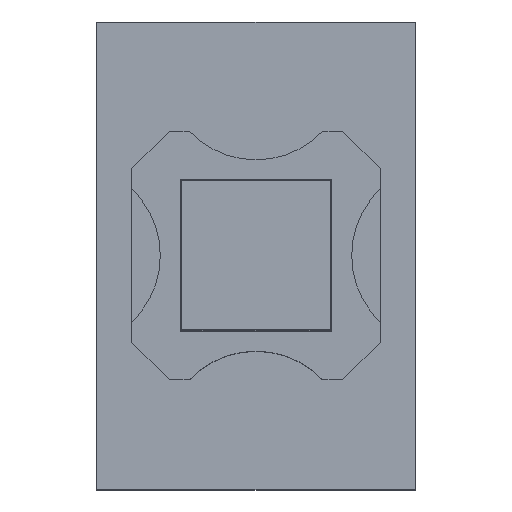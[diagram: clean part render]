
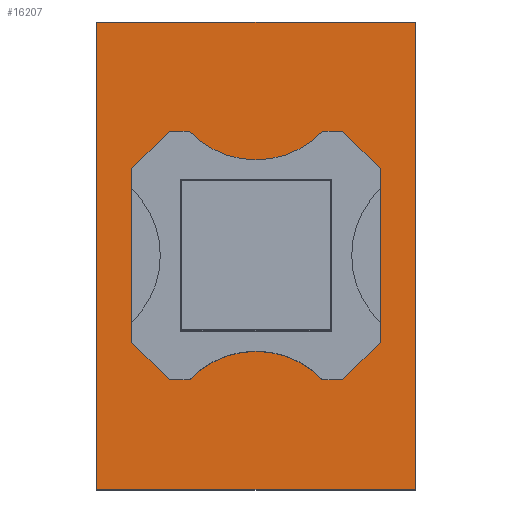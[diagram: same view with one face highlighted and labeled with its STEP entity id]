
A CAD part, top view. The second image highlights one B-rep face of the part: STEP entity #16207.
In plain terms, the highlighted planar face has unit normal (0, 0, 1).
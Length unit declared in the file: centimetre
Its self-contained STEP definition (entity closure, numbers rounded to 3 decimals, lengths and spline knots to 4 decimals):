
#183=FACE_BOUND('',#2015,.T.);
#497=CIRCLE('',#16996,0.371);
#498=CIRCLE('',#16998,0.371);
#1126=FACE_OUTER_BOUND('',#2014,.T.);
#2014=EDGE_LOOP('',(#12654,#12655,#12656,#12657));
#2015=EDGE_LOOP('',(#12658,#12659,#12660,#12661,#12662,#12663,#12664,#12665,
#12666,#12667,#12668,#12669));
#3324=LINE('',#26034,#5290);
#3375=LINE('',#26155,#5341);
#3377=LINE('',#26159,#5343);
#3380=LINE('',#26164,#5346);
#3384=LINE('',#26173,#5350);
#3386=LINE('',#26176,#5352);
#3388=LINE('',#26180,#5354);
#3390=LINE('',#26184,#5356);
#3391=LINE('',#26186,#5357);
#3393=LINE('',#26190,#5359);
#3394=LINE('',#26192,#5360);
#3395=LINE('',#26195,#5361);
#3396=LINE('',#26197,#5362);
#3397=LINE('',#26198,#5363);
#5290=VECTOR('',#19082,1.);
#5341=VECTOR('',#19187,1.);
#5343=VECTOR('',#19191,1.);
#5346=VECTOR('',#19196,1.);
#5350=VECTOR('',#19206,1.);
#5352=VECTOR('',#19210,1.);
#5354=VECTOR('',#19214,1.);
#5356=VECTOR('',#19218,1.);
#5357=VECTOR('',#19221,1.);
#5359=VECTOR('',#19225,1.);
#5360=VECTOR('',#19228,1.);
#5361=VECTOR('',#19231,1.);
#5362=VECTOR('',#19232,1.);
#5363=VECTOR('',#19233,1.);
#7179=VERTEX_POINT('',#26031);
#7180=VERTEX_POINT('',#26033);
#7219=VERTEX_POINT('',#26142);
#7220=VERTEX_POINT('',#26143);
#7221=VERTEX_POINT('',#26148);
#7222=VERTEX_POINT('',#26149);
#7223=VERTEX_POINT('',#26154);
#7224=VERTEX_POINT('',#26158);
#7225=VERTEX_POINT('',#26162);
#7226=VERTEX_POINT('',#26170);
#7227=VERTEX_POINT('',#26172);
#7228=VERTEX_POINT('',#26178);
#7229=VERTEX_POINT('',#26182);
#7230=VERTEX_POINT('',#26188);
#7231=VERTEX_POINT('',#26194);
#7232=VERTEX_POINT('',#26196);
#9093=EDGE_CURVE('',#7179,#7180,#3324,.T.);
#9146=EDGE_CURVE('',#7219,#7220,#497,.T.);
#9149=EDGE_CURVE('',#7221,#7222,#498,.T.);
#9152=EDGE_CURVE('',#7223,#7220,#3375,.T.);
#9154=EDGE_CURVE('',#7224,#7222,#3377,.T.);
#9157=EDGE_CURVE('',#7221,#7225,#3380,.T.);
#9161=EDGE_CURVE('',#7227,#7226,#3384,.T.);
#9163=EDGE_CURVE('',#7226,#7224,#3386,.T.);
#9165=EDGE_CURVE('',#7225,#7228,#3388,.T.);
#9167=EDGE_CURVE('',#7228,#7229,#3390,.T.);
#9168=EDGE_CURVE('',#7229,#7223,#3391,.T.);
#9170=EDGE_CURVE('',#7219,#7230,#3393,.T.);
#9171=EDGE_CURVE('',#7230,#7227,#3394,.T.);
#9172=EDGE_CURVE('',#7180,#7231,#3395,.T.);
#9173=EDGE_CURVE('',#7232,#7179,#3396,.T.);
#9174=EDGE_CURVE('',#7231,#7232,#3397,.T.);
#12654=ORIENTED_EDGE('',*,*,#9172,.F.);
#12655=ORIENTED_EDGE('',*,*,#9093,.F.);
#12656=ORIENTED_EDGE('',*,*,#9173,.F.);
#12657=ORIENTED_EDGE('',*,*,#9174,.F.);
#12658=ORIENTED_EDGE('',*,*,#9161,.T.);
#12659=ORIENTED_EDGE('',*,*,#9163,.T.);
#12660=ORIENTED_EDGE('',*,*,#9154,.T.);
#12661=ORIENTED_EDGE('',*,*,#9149,.F.);
#12662=ORIENTED_EDGE('',*,*,#9157,.T.);
#12663=ORIENTED_EDGE('',*,*,#9165,.T.);
#12664=ORIENTED_EDGE('',*,*,#9167,.T.);
#12665=ORIENTED_EDGE('',*,*,#9168,.T.);
#12666=ORIENTED_EDGE('',*,*,#9152,.T.);
#12667=ORIENTED_EDGE('',*,*,#9146,.F.);
#12668=ORIENTED_EDGE('',*,*,#9170,.T.);
#12669=ORIENTED_EDGE('',*,*,#9171,.T.);
#15426=PLANE('',#17011);
#16207=ADVANCED_FACE('',(#1126,#183),#15426,.T.);
#16996=AXIS2_PLACEMENT_3D('',#26144,#19175,#19176);
#16998=AXIS2_PLACEMENT_3D('',#26150,#19181,#19182);
#17011=AXIS2_PLACEMENT_3D('',#26193,#19229,#19230);
#19082=DIRECTION('',(0.,-1.,0.));
#19175=DIRECTION('center_axis',(0.,0.,-1.));
#19176=DIRECTION('ref_axis',(-0.724,-0.69,0.));
#19181=DIRECTION('center_axis',(0.,0.,-1.));
#19182=DIRECTION('ref_axis',(-0.724,-0.69,0.));
#19187=DIRECTION('',(1.,0.,0.));
#19191=DIRECTION('',(-1.,0.,0.));
#19196=DIRECTION('',(-1.,0.,0.));
#19206=DIRECTION('',(0.,-1.,0.));
#19210=DIRECTION('',(-0.707,-0.707,0.));
#19214=DIRECTION('',(-0.707,0.707,0.));
#19218=DIRECTION('',(0.,1.,0.));
#19221=DIRECTION('',(0.707,0.707,0.));
#19225=DIRECTION('',(1.,0.,0.));
#19228=DIRECTION('',(0.707,-0.707,0.));
#19229=DIRECTION('center_axis',(0.,0.,1.));
#19230=DIRECTION('ref_axis',(0.,-1.,0.));
#19231=DIRECTION('',(-1.,0.,0.));
#19232=DIRECTION('',(1.,0.,0.));
#19233=DIRECTION('',(0.,1.,0.));
#26031=CARTESIAN_POINT('',(0.64,0.94,1.45));
#26033=CARTESIAN_POINT('',(0.64,-0.94,1.45));
#26034=CARTESIAN_POINT('',(0.64,-0.94,1.45));
#26142=CARTESIAN_POINT('',(0.2685,0.5,1.45));
#26143=CARTESIAN_POINT('',(-0.2685,0.5,1.45));
#26144=CARTESIAN_POINT('Origin',(0.,0.756,1.45));
#26148=CARTESIAN_POINT('',(-0.2685,-0.5,1.45));
#26149=CARTESIAN_POINT('',(0.2685,-0.5,1.45));
#26150=CARTESIAN_POINT('Origin',(0.,-0.756,1.45));
#26154=CARTESIAN_POINT('',(-0.3485,0.5,1.45));
#26155=CARTESIAN_POINT('',(-0.1743,0.5,1.45));
#26158=CARTESIAN_POINT('',(0.3485,-0.5,1.45));
#26159=CARTESIAN_POINT('',(0.1743,-0.5,1.45));
#26162=CARTESIAN_POINT('',(-0.3485,-0.5,1.45));
#26164=CARTESIAN_POINT('',(0.1743,-0.5,1.45));
#26170=CARTESIAN_POINT('',(0.5,-0.3485,1.45));
#26172=CARTESIAN_POINT('',(0.5,0.3485,1.45));
#26173=CARTESIAN_POINT('',(0.5,0.1743,1.45));
#26176=CARTESIAN_POINT('',(0.4621,-0.3864,1.45));
#26178=CARTESIAN_POINT('',(-0.5,-0.3485,1.45));
#26180=CARTESIAN_POINT('',(-0.3864,-0.4621,1.45));
#26182=CARTESIAN_POINT('',(-0.5,0.3485,1.45));
#26184=CARTESIAN_POINT('',(-0.5,-0.1743,1.45));
#26186=CARTESIAN_POINT('',(-0.4621,0.3864,1.45));
#26188=CARTESIAN_POINT('',(0.3485,0.5,1.45));
#26190=CARTESIAN_POINT('',(-0.1743,0.5,1.45));
#26192=CARTESIAN_POINT('',(0.3864,0.4621,1.45));
#26193=CARTESIAN_POINT('Origin',(0.,0.,1.45));
#26194=CARTESIAN_POINT('',(-0.64,-0.94,1.45));
#26195=CARTESIAN_POINT('',(-0.64,-0.94,1.45));
#26196=CARTESIAN_POINT('',(-0.64,0.94,1.45));
#26197=CARTESIAN_POINT('',(0.64,0.94,1.45));
#26198=CARTESIAN_POINT('',(-0.64,0.94,1.45));
